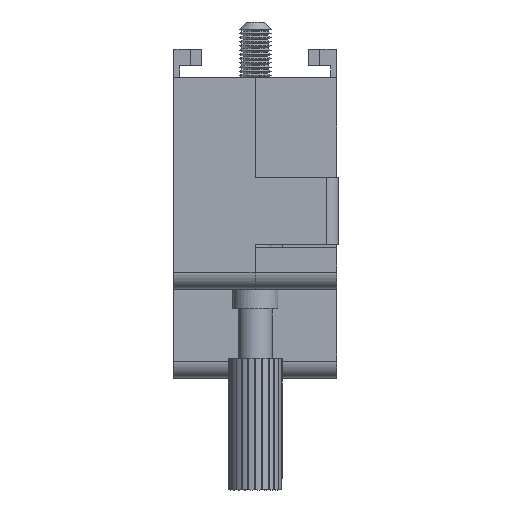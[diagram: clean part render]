
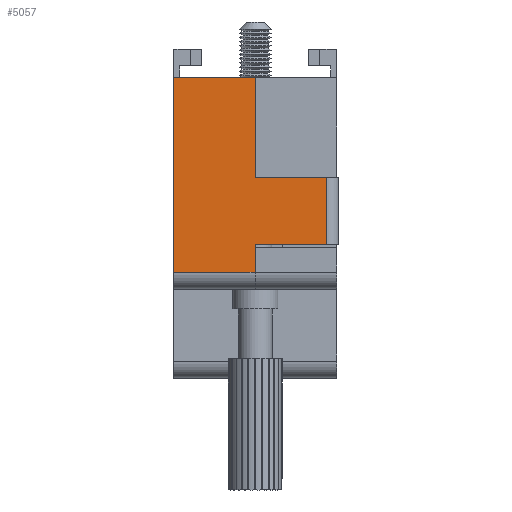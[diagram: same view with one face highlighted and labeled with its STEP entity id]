
A CAD part, left-side view. The second image highlights one B-rep face of the part: STEP entity #5057.
In plain terms, the highlighted face is planar.
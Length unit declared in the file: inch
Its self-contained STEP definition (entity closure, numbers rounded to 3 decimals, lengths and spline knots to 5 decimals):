
#4450 = EDGE_CURVE ( 'NONE', #4451, #4452, #13445, .T. ) ;
#4451 = VERTEX_POINT ( 'NONE', #13441 ) ;
#4452 = VERTEX_POINT ( 'NONE', #13440 ) ;
#4785 = EDGE_CURVE ( 'NONE', #4786, #4787, #14048, .T. ) ;
#4786 = VERTEX_POINT ( 'NONE', #14044 ) ;
#4787 = VERTEX_POINT ( 'NONE', #14043 ) ;
#4821 = VERTEX_POINT ( 'NONE', #14108 ) ;
#4823 = EDGE_CURVE ( 'NONE', #4821, #4824, #14107, .T. ) ;
#4824 = VERTEX_POINT ( 'NONE', #14103 ) ;
#5034 = EDGE_CURVE ( 'NONE', #4786, #4451, #14446, .T. ) ;
#5057 = ADVANCED_FACE ( 'NONE', ( #14529 ), #14528, .F. ) ;
#5058 = EDGE_LOOP ( 'NONE', ( #5157, #5160, #5163, #5165, #5166, #5102, #5103, #5105 ) ) ;
#5102 = ORIENTED_EDGE ( 'NONE', *, *, #4450, .T. ) ;
#5103 = ORIENTED_EDGE ( 'NONE', *, *, #5104, .F. ) ;
#5104 = EDGE_CURVE ( 'NONE', #4824, #4452, #14585, .T. ) ;
#5105 = ORIENTED_EDGE ( 'NONE', *, *, #4823, .F. ) ;
#5157 = ORIENTED_EDGE ( 'NONE', *, *, #5158, .F. ) ;
#5158 = EDGE_CURVE ( 'NONE', #5159, #4821, #14631, .T. ) ;
#5159 = VERTEX_POINT ( 'NONE', #14687 ) ;
#5160 = ORIENTED_EDGE ( 'NONE', *, *, #5161, .T. ) ;
#5161 = EDGE_CURVE ( 'NONE', #5159, #5162, #14686, .T. ) ;
#5162 = VERTEX_POINT ( 'NONE', #14682 ) ;
#5163 = ORIENTED_EDGE ( 'NONE', *, *, #5164, .T. ) ;
#5164 = EDGE_CURVE ( 'NONE', #5162, #4787, #14681, .T. ) ;
#5165 = ORIENTED_EDGE ( 'NONE', *, *, #4785, .F. ) ;
#5166 = ORIENTED_EDGE ( 'NONE', *, *, #5034, .T. ) ;
#13440 = CARTESIAN_POINT ( 'NONE',  ( 0.665, 0., -0.315 ) ) ;
#13441 = CARTESIAN_POINT ( 'NONE',  ( 0.665, 0., 0.375 ) ) ;
#13442 = DIRECTION ( 'NONE',  ( 0., 0., -1. ) ) ;
#13443 = VECTOR ( 'NONE', #13442, 39.37008 ) ;
#13444 = CARTESIAN_POINT ( 'NONE',  ( 0.665, 0., -0.315 ) ) ;
#13445 = LINE ( 'NONE', #13444, #13443 ) ;
#14043 = CARTESIAN_POINT ( 'NONE',  ( 0.665, 0.288, 0.022 ) ) ;
#14044 = CARTESIAN_POINT ( 'NONE',  ( 0.665, 0.288, 0.375 ) ) ;
#14045 = DIRECTION ( 'NONE',  ( 0., 0., -1. ) ) ;
#14046 = VECTOR ( 'NONE', #14045, 39.37008 ) ;
#14047 = CARTESIAN_POINT ( 'NONE',  ( 0.665, 0.288, -0.315 ) ) ;
#14048 = LINE ( 'NONE', #14047, #14046 ) ;
#14103 = CARTESIAN_POINT ( 'NONE',  ( 0.665, 0.288, -0.315 ) ) ;
#14104 = DIRECTION ( 'NONE',  ( 0., 0., -1. ) ) ;
#14105 = VECTOR ( 'NONE', #14104, 39.37008 ) ;
#14106 = CARTESIAN_POINT ( 'NONE',  ( 0.665, 0.288, -0.315 ) ) ;
#14107 = LINE ( 'NONE', #14106, #14105 ) ;
#14108 = CARTESIAN_POINT ( 'NONE',  ( 0.665, 0.288, -0.218 ) ) ;
#14443 = DIRECTION ( 'NONE',  ( 0., -1., 0. ) ) ;
#14444 = VECTOR ( 'NONE', #14443, 39.37008 ) ;
#14445 = CARTESIAN_POINT ( 'NONE',  ( 0.665, 0.288, 0.375 ) ) ;
#14446 = LINE ( 'NONE', #14445, #14444 ) ;
#14524 = DIRECTION ( 'NONE',  ( 0., 0., 1. ) ) ;
#14525 = DIRECTION ( 'NONE',  ( -1., 0., 0. ) ) ;
#14526 = CARTESIAN_POINT ( 'NONE',  ( 0.665, 0.288, -0.315 ) ) ;
#14527 = AXIS2_PLACEMENT_3D ( 'NONE', #14526, #14525, #14524 ) ;
#14528 = PLANE ( 'NONE',  #14527 ) ;
#14529 = FACE_OUTER_BOUND ( 'NONE', #5058, .T. ) ;
#14582 = DIRECTION ( 'NONE',  ( 0., -1., 0. ) ) ;
#14583 = VECTOR ( 'NONE', #14582, 39.37008 ) ;
#14584 = CARTESIAN_POINT ( 'NONE',  ( 0.665, 0.288, -0.315 ) ) ;
#14585 = LINE ( 'NONE', #14584, #14583 ) ;
#14631 = LINE ( 'NONE', #14690, #14689 ) ;
#14678 = DIRECTION ( 'NONE',  ( 0., -1., 0. ) ) ;
#14679 = VECTOR ( 'NONE', #14678, 39.37008 ) ;
#14680 = CARTESIAN_POINT ( 'NONE',  ( 0.665, 0.583, 0.022 ) ) ;
#14681 = LINE ( 'NONE', #14680, #14679 ) ;
#14682 = CARTESIAN_POINT ( 'NONE',  ( 0.665, 0.543, 0.022 ) ) ;
#14683 = DIRECTION ( 'NONE',  ( 0., 0., 1. ) ) ;
#14684 = VECTOR ( 'NONE', #14683, 39.37008 ) ;
#14685 = CARTESIAN_POINT ( 'NONE',  ( 0.665, 0.543, -0.315 ) ) ;
#14686 = LINE ( 'NONE', #14685, #14684 ) ;
#14687 = CARTESIAN_POINT ( 'NONE',  ( 0.665, 0.543, -0.218 ) ) ;
#14688 = DIRECTION ( 'NONE',  ( 0., -1., 0. ) ) ;
#14689 = VECTOR ( 'NONE', #14688, 39.37008 ) ;
#14690 = CARTESIAN_POINT ( 'NONE',  ( 0.665, 0.583, -0.218 ) ) ;
